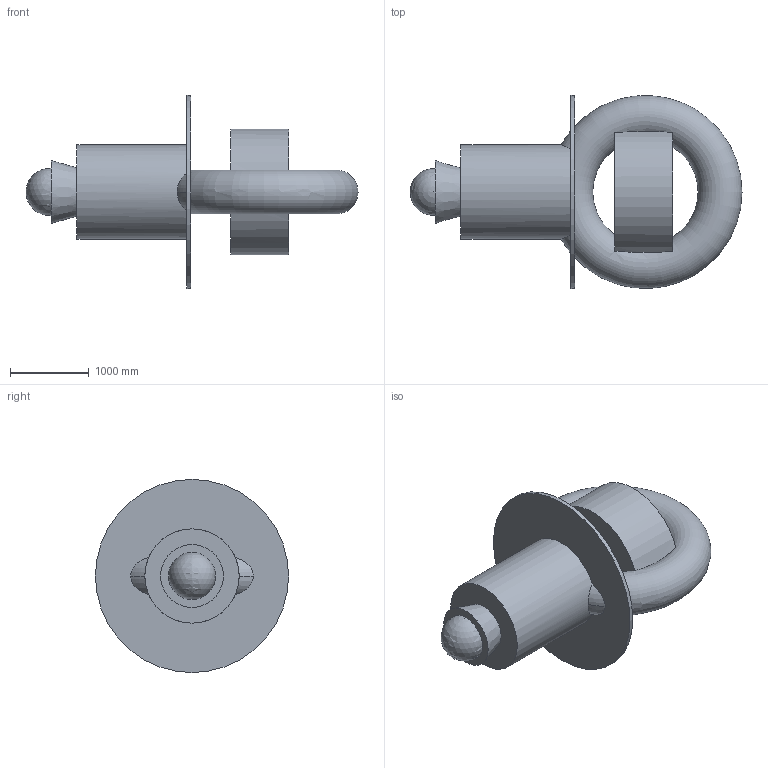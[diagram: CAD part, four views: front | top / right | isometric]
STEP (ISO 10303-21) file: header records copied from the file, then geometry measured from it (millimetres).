
FILE_DESCRIPTION(('FreeCAD Model'),'2;1');
FILE_NAME('Open CASCADE Shape Model','2025-09-22T17:22:16',('Author'),( ''),'Open CASCADE STEP processor 7.8','FreeCAD','Unknown');
FILE_SCHEMA(('AUTOMOTIVE_DESIGN { 1 0 10303 214 1 1 1 1 }'));
Length unit declared in the file: millimetre
Products named in the file (1): Destiny_Tokamak_Integrated
Bounding box: 4229.43 x 2460 x 2460 mm (x, y, z)
Volume: 4713902017.5 mm3; surface area: 30869504.8 mm2
Topology: 1 solids, 1 shells, 23 faces, 58 edges, 36 vertices
Faces by surface type: plane 8, cylinder 8, torus 5, sphere 1, cone 1
Full cylindrical faces by diameter (mm): 1200 x1, 2460 x1
Entity records: 6981 total; most frequent: CARTESIAN_POINT 5901, DIRECTION 165, ORIENTED_EDGE 120, PCURVE 114, DEFINITIONAL_REPRESENTATION 114, B_SPLINE_CURVE_WITH_KNOTS 80, EDGE_CURVE 57, AXIS2_PLACEMENT_3D 50
